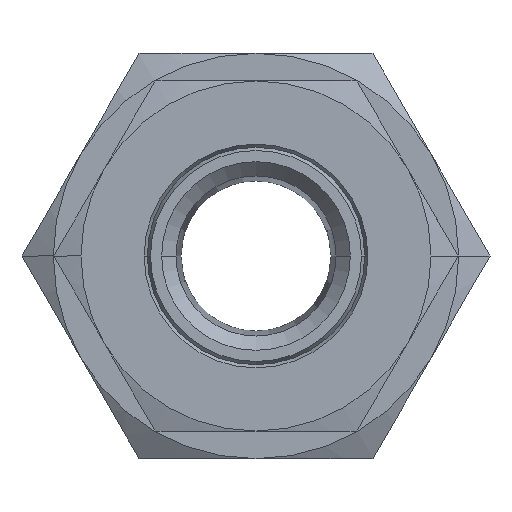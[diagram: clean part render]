
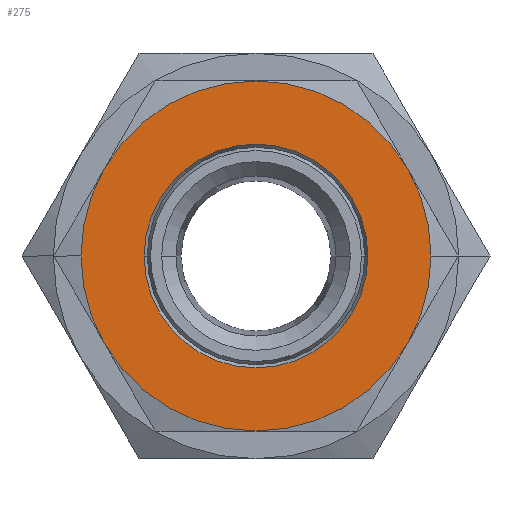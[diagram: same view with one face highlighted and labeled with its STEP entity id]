
A CAD part, front view. The second image highlights one B-rep face of the part: STEP entity #275.
In plain terms, the highlighted planar face has unit normal (0, -1, 0).
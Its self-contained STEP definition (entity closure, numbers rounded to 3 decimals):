
#275=ADVANCED_FACE('',(#543,#544),#545,.F.);
#543=FACE_OUTER_BOUND('',#804,.T.);
#544=FACE_BOUND('',#805,.T.);
#545=PLANE('',#806);
#804=EDGE_LOOP('',(#1446,#1447,#1448,#1449,#1450,#1451,#1452,#1453));
#805=EDGE_LOOP('',(#1454,#1455));
#806=AXIS2_PLACEMENT_3D('',#1456,#1457,#1458);
#1446=ORIENTED_EDGE('',*,*,#1608,.T.);
#1447=ORIENTED_EDGE('',*,*,#1551,.T.);
#1448=ORIENTED_EDGE('',*,*,#1577,.F.);
#1449=ORIENTED_EDGE('',*,*,#1546,.F.);
#1450=ORIENTED_EDGE('',*,*,#1526,.T.);
#1451=ORIENTED_EDGE('',*,*,#1716,.T.);
#1452=ORIENTED_EDGE('',*,*,#1493,.F.);
#1453=ORIENTED_EDGE('',*,*,#1580,.F.);
#1454=ORIENTED_EDGE('',*,*,#1667,.F.);
#1455=ORIENTED_EDGE('',*,*,#1522,.F.);
#1456=CARTESIAN_POINT('',(0.0,0.0,0.0));
#1457=DIRECTION('',(0.0,1.0,0.0));
#1458=DIRECTION('',(1.0,0.0,-0.0));
#1493=EDGE_CURVE('',#1760,#1761,#1762,.T.);
#1522=EDGE_CURVE('',#1809,#1811,#1812,.T.);
#1526=EDGE_CURVE('',#1818,#1816,#1819,.T.);
#1546=EDGE_CURVE('',#1818,#1790,#1851,.T.);
#1551=EDGE_CURVE('',#1854,#1857,#1859,.T.);
#1577=EDGE_CURVE('',#1790,#1857,#1895,.T.);
#1580=EDGE_CURVE('',#1898,#1760,#1899,.T.);
#1608=EDGE_CURVE('',#1898,#1854,#1939,.T.);
#1667=EDGE_CURVE('',#1811,#1809,#2011,.T.);
#1716=EDGE_CURVE('',#1816,#1761,#2062,.T.);
#1760=VERTEX_POINT('',#2132);
#1761=VERTEX_POINT('',#2133);
#1762=CIRCLE('',#2134,9.5);
#1790=VERTEX_POINT('',#2201);
#1809=VERTEX_POINT('',#2259);
#1811=VERTEX_POINT('',#2262);
#1812=CIRCLE('',#2263,6.073);
#1816=VERTEX_POINT('',#2268);
#1818=VERTEX_POINT('',#2271);
#1819=CIRCLE('',#2272,9.5);
#1851=CIRCLE('',#2381,9.5);
#1854=VERTEX_POINT('',#2393);
#1857=VERTEX_POINT('',#2397);
#1859=CIRCLE('',#2408,9.5);
#1895=CIRCLE('',#2498,9.5);
#1898=VERTEX_POINT('',#2510);
#1899=CIRCLE('',#2511,9.5);
#1939=CIRCLE('',#2601,9.5);
#2011=CIRCLE('',#2803,6.073);
#2062=CIRCLE('',#2888,9.5);
#2132=CARTESIAN_POINT('',(0.,0.0,9.5));
#2133=CARTESIAN_POINT('',(8.227,0.0,4.75));
#2134=AXIS2_PLACEMENT_3D('',#2923,#2924,#2925);
#2201=CARTESIAN_POINT('',(0.,0.0,-9.5));
#2259=CARTESIAN_POINT('',(-6.073,0.0,0.));
#2262=CARTESIAN_POINT('',(6.073,0.0,0.0));
#2263=AXIS2_PLACEMENT_3D('',#2954,#2955,#2956);
#2268=CARTESIAN_POINT('',(9.5,0.0,0.));
#2271=CARTESIAN_POINT('',(8.227,0.0,-4.75));
#2272=AXIS2_PLACEMENT_3D('',#2959,#2960,#2961);
#2381=AXIS2_PLACEMENT_3D('',#2973,#2974,#2975);
#2393=CARTESIAN_POINT('',(-9.5,0.0,0.));
#2397=CARTESIAN_POINT('',(-8.227,0.0,-4.75));
#2408=AXIS2_PLACEMENT_3D('',#2977,#2978,#2979);
#2498=AXIS2_PLACEMENT_3D('',#3016,#3017,#3018);
#2510=CARTESIAN_POINT('',(-8.227,0.0,4.75));
#2511=AXIS2_PLACEMENT_3D('',#3019,#3020,#3021);
#2601=AXIS2_PLACEMENT_3D('',#3057,#3058,#3059);
#2803=AXIS2_PLACEMENT_3D('',#3112,#3113,#3114);
#2888=AXIS2_PLACEMENT_3D('',#3152,#3153,#3154);
#2923=CARTESIAN_POINT('',(0.0,0.0,0.0));
#2924=DIRECTION('',(0.0,1.0,0.0));
#2925=DIRECTION('',(0.,0.0,1.0));
#2954=CARTESIAN_POINT('',(0.0,0.0,0.0));
#2955=DIRECTION('',(0.0,-1.0,0.0));
#2956=DIRECTION('',(-1.0,0.0,0.0));
#2959=CARTESIAN_POINT('',(0.0,0.0,0.0));
#2960=DIRECTION('',(0.0,-1.0,0.0));
#2961=DIRECTION('',(0.866,0.0,-0.5));
#2973=CARTESIAN_POINT('',(0.0,0.0,0.0));
#2974=DIRECTION('',(0.0,1.0,0.0));
#2975=DIRECTION('',(0.866,0.0,-0.5));
#2977=CARTESIAN_POINT('',(0.0,0.0,0.0));
#2978=DIRECTION('',(0.0,-1.0,0.0));
#2979=DIRECTION('',(-0.866,0.0,0.5));
#3016=CARTESIAN_POINT('',(0.0,0.0,0.0));
#3017=DIRECTION('',(0.0,1.0,0.0));
#3018=DIRECTION('',(0.,0.0,-1.0));
#3019=CARTESIAN_POINT('',(0.0,0.0,0.0));
#3020=DIRECTION('',(0.0,1.0,0.0));
#3021=DIRECTION('',(-0.866,0.0,0.5));
#3057=CARTESIAN_POINT('',(0.0,0.0,0.0));
#3058=DIRECTION('',(0.0,-1.0,0.0));
#3059=DIRECTION('',(-0.866,0.0,0.5));
#3112=CARTESIAN_POINT('',(0.0,0.0,0.0));
#3113=DIRECTION('',(0.0,-1.0,0.0));
#3114=DIRECTION('',(-1.0,0.0,0.0));
#3152=CARTESIAN_POINT('',(0.0,0.0,0.0));
#3153=DIRECTION('',(0.0,-1.0,0.0));
#3154=DIRECTION('',(0.866,0.0,-0.5));
